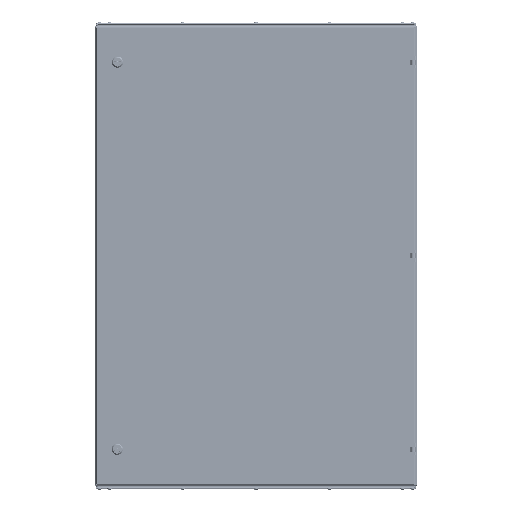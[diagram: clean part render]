
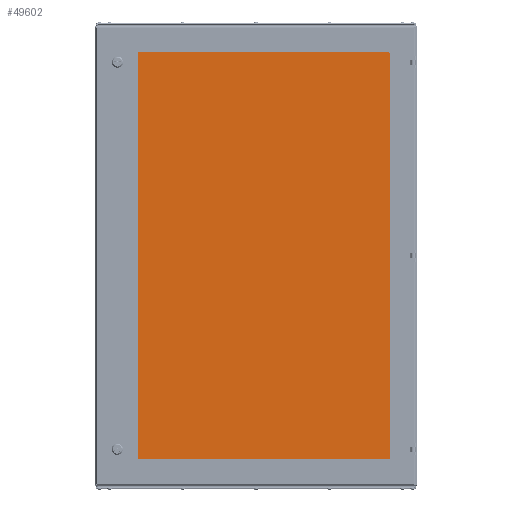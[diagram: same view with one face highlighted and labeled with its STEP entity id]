
A CAD part, top view. The second image highlights one B-rep face of the part: STEP entity #49602.
In plain terms, the highlighted planar face has unit normal (0, 0, 1).
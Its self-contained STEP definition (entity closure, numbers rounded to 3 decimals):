
#793 = CIRCLE ( 'NONE', #26422, 10. ) ;
#1209 = VERTEX_POINT ( 'NONE', #56702 ) ;
#1471 = EDGE_CURVE ( 'NONE', #43540, #16479, #70606, .T. ) ;
#1788 = DIRECTION ( 'NONE',  ( 0., 1., 0. ) ) ;
#2251 = LINE ( 'NONE', #66473, #92648 ) ;
#3132 = DIRECTION ( 'NONE',  ( 0., 0., 1. ) ) ;
#3538 = CIRCLE ( 'NONE', #20150, 10. ) ;
#8783 = AXIS2_PLACEMENT_3D ( 'NONE', #67478, #52388, #16498 ) ;
#10048 = ORIENTED_EDGE ( 'NONE', *, *, #21019, .T. ) ;
#10797 = VECTOR ( 'NONE', #14828, 1000. ) ;
#13293 = DIRECTION ( 'NONE',  ( -1., 0., 0. ) ) ;
#14015 = EDGE_CURVE ( 'NONE', #18137, #74276, #3538, .T. ) ;
#14180 = VECTOR ( 'NONE', #15104, 1000. ) ;
#14806 = EDGE_CURVE ( 'NONE', #1209, #18137, #2251, .T. ) ;
#14828 = DIRECTION ( 'NONE',  ( -1., 0., 0. ) ) ;
#15104 = DIRECTION ( 'NONE',  ( 1., 0., 0. ) ) ;
#16479 = VERTEX_POINT ( 'NONE', #46654 ) ;
#16498 = DIRECTION ( 'NONE',  ( -1., 0., 0. ) ) ;
#18137 = VERTEX_POINT ( 'NONE', #76379 ) ;
#19958 = CIRCLE ( 'NONE', #32046, 10. ) ;
#20150 = AXIS2_PLACEMENT_3D ( 'NONE', #86684, #50307, #71096 ) ;
#21019 = EDGE_CURVE ( 'NONE', #74276, #51589, #64446, .T. ) ;
#24068 = CARTESIAN_POINT ( 'NONE',  ( -327.75, -520.5, 4. ) ) ;
#24769 = DIRECTION ( 'NONE',  ( 0., -1., 0. ) ) ;
#24775 = EDGE_LOOP ( 'NONE', ( #68956, #79602, #37211, #71511, #10048, #65820, #37625, #58777 ) ) ;
#26422 = AXIS2_PLACEMENT_3D ( 'NONE', #58906, #3132, #31515 ) ;
#27017 = CARTESIAN_POINT ( 'NONE',  ( 317.75, -510.5, 4. ) ) ;
#28994 = EDGE_CURVE ( 'NONE', #16479, #49658, #51004, .T. ) ;
#30811 = VERTEX_POINT ( 'NONE', #56414 ) ;
#31515 = DIRECTION ( 'NONE',  ( -1., 0., 0. ) ) ;
#32046 = AXIS2_PLACEMENT_3D ( 'NONE', #27017, #35499, #13293 ) ;
#32324 = LINE ( 'NONE', #76221, #80160 ) ;
#32869 = EDGE_CURVE ( 'NONE', #51589, #30811, #793, .T. ) ;
#33403 = DIRECTION ( 'NONE',  ( 0., 0., -1. ) ) ;
#33865 = CARTESIAN_POINT ( 'NONE',  ( 317.75, -520.5, 4. ) ) ;
#35499 = DIRECTION ( 'NONE',  ( 0., 0., 1. ) ) ;
#37211 = ORIENTED_EDGE ( 'NONE', *, *, #14806, .T. ) ;
#37625 = ORIENTED_EDGE ( 'NONE', *, *, #68935, .T. ) ;
#40918 = PLANE ( 'NONE',  #81497 ) ;
#43540 = VERTEX_POINT ( 'NONE', #48395 ) ;
#46654 = CARTESIAN_POINT ( 'NONE',  ( -317.75, -520.5, 4. ) ) ;
#47091 = DIRECTION ( 'NONE',  ( -1., 0., 0. ) ) ;
#48395 = CARTESIAN_POINT ( 'NONE',  ( -327.75, -510.5, 4. ) ) ;
#49602 = ADVANCED_FACE ( 'NONE', ( #91939 ), #40918, .F. ) ;
#49658 = VERTEX_POINT ( 'NONE', #33865 ) ;
#50307 = DIRECTION ( 'NONE',  ( 0., 0., 1. ) ) ;
#51004 = LINE ( 'NONE', #24068, #14180 ) ;
#51589 = VERTEX_POINT ( 'NONE', #77298 ) ;
#52290 = CARTESIAN_POINT ( 'NONE',  ( 317.75, 520.5, 4. ) ) ;
#52388 = DIRECTION ( 'NONE',  ( 0., 0., 1. ) ) ;
#55106 = CARTESIAN_POINT ( 'NONE',  ( 0., 0., 4. ) ) ;
#56414 = CARTESIAN_POINT ( 'NONE',  ( -327.75, 510.5, 4. ) ) ;
#56702 = CARTESIAN_POINT ( 'NONE',  ( 327.75, -510.5, 4. ) ) ;
#58777 = ORIENTED_EDGE ( 'NONE', *, *, #1471, .T. ) ;
#58906 = CARTESIAN_POINT ( 'NONE',  ( -317.75, 510.5, 4. ) ) ;
#64446 = LINE ( 'NONE', #88031, #10797 ) ;
#65820 = ORIENTED_EDGE ( 'NONE', *, *, #32869, .T. ) ;
#66473 = CARTESIAN_POINT ( 'NONE',  ( 327.75, -520.5, 4. ) ) ;
#67478 = CARTESIAN_POINT ( 'NONE',  ( -317.75, -510.5, 4. ) ) ;
#68935 = EDGE_CURVE ( 'NONE', #30811, #43540, #32324, .T. ) ;
#68956 = ORIENTED_EDGE ( 'NONE', *, *, #28994, .T. ) ;
#70606 = CIRCLE ( 'NONE', #8783, 10. ) ;
#71096 = DIRECTION ( 'NONE',  ( -1., 0., 0. ) ) ;
#71511 = ORIENTED_EDGE ( 'NONE', *, *, #14015, .T. ) ;
#74276 = VERTEX_POINT ( 'NONE', #52290 ) ;
#76221 = CARTESIAN_POINT ( 'NONE',  ( -327.75, -520.5, 4. ) ) ;
#76379 = CARTESIAN_POINT ( 'NONE',  ( 327.75, 510.5, 4. ) ) ;
#77298 = CARTESIAN_POINT ( 'NONE',  ( -317.75, 520.5, 4. ) ) ;
#79602 = ORIENTED_EDGE ( 'NONE', *, *, #88441, .T. ) ;
#80160 = VECTOR ( 'NONE', #24769, 1000. ) ;
#81497 = AXIS2_PLACEMENT_3D ( 'NONE', #55106, #33403, #47091 ) ;
#86684 = CARTESIAN_POINT ( 'NONE',  ( 317.75, 510.5, 4. ) ) ;
#88031 = CARTESIAN_POINT ( 'NONE',  ( -327.75, 520.5, 4. ) ) ;
#88441 = EDGE_CURVE ( 'NONE', #49658, #1209, #19958, .T. ) ;
#91939 = FACE_OUTER_BOUND ( 'NONE', #24775, .T. ) ;
#92648 = VECTOR ( 'NONE', #1788, 1000. ) ;
